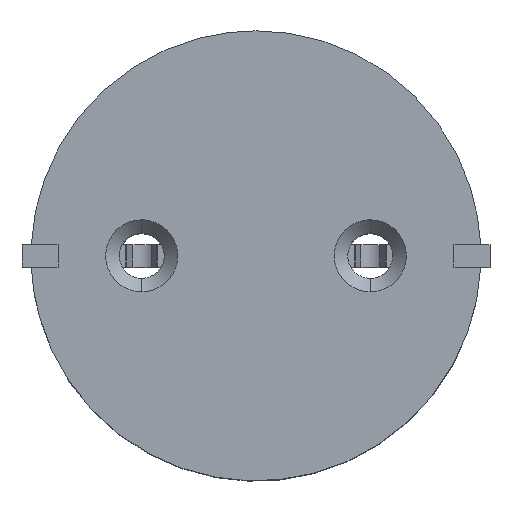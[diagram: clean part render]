
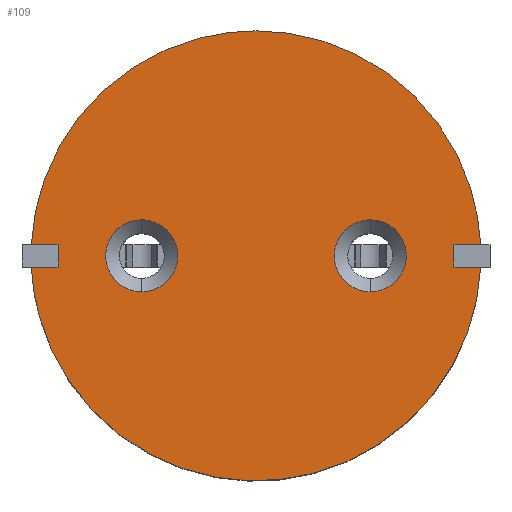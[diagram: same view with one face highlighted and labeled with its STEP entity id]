
A CAD part, top view. The second image highlights one B-rep face of the part: STEP entity #109.
In plain terms, the highlighted planar face has unit normal (0, 0, 1).
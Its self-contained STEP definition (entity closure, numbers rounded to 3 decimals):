
#11=FACE_BOUND('',#280,.T.);
#12=FACE_BOUND('',#281,.T.);
#109=ADVANCED_FACE('',(#194,#11,#12),#1339,.T.);
#194=FACE_OUTER_BOUND('',#279,.T.);
#279=EDGE_LOOP('',(#589,#590,#591,#592,#593,#594,#595,#596,#597));
#280=EDGE_LOOP('',(#598,#599));
#281=EDGE_LOOP('',(#600,#601));
#589=ORIENTED_EDGE('',*,*,#891,.F.);
#590=ORIENTED_EDGE('',*,*,#905,.F.);
#591=ORIENTED_EDGE('',*,*,#890,.F.);
#592=ORIENTED_EDGE('',*,*,#889,.F.);
#593=ORIENTED_EDGE('',*,*,#888,.F.);
#594=ORIENTED_EDGE('',*,*,#887,.F.);
#595=ORIENTED_EDGE('',*,*,#885,.F.);
#596=ORIENTED_EDGE('',*,*,#893,.F.);
#597=ORIENTED_EDGE('',*,*,#892,.F.);
#598=ORIENTED_EDGE('',*,*,#964,.F.);
#599=ORIENTED_EDGE('',*,*,#894,.F.);
#600=ORIENTED_EDGE('',*,*,#927,.T.);
#601=ORIENTED_EDGE('',*,*,#961,.T.);
#885=EDGE_CURVE('',#1272,#1269,#1123,.T.);
#887=EDGE_CURVE('',#1269,#1273,#1125,.T.);
#888=EDGE_CURVE('',#1273,#1275,#1001,.T.);
#889=EDGE_CURVE('',#1275,#1276,#1002,.T.);
#890=EDGE_CURVE('',#1276,#1274,#1003,.T.);
#891=EDGE_CURVE('',#1277,#1278,#1004,.T.);
#892=EDGE_CURVE('',#1278,#1279,#1005,.T.);
#893=EDGE_CURVE('',#1279,#1272,#1006,.T.);
#894=EDGE_CURVE('',#1280,#1322,#1126,.T.);
#905=EDGE_CURVE('',#1274,#1277,#1128,.T.);
#927=EDGE_CURVE('',#1281,#1320,#1146,.T.);
#961=EDGE_CURVE('',#1320,#1281,#1177,.T.);
#964=EDGE_CURVE('',#1322,#1280,#1179,.T.);
#1001=B_SPLINE_CURVE_WITH_KNOTS('',1,(#2837,#2838),.UNSPECIFIED.,.F.,.F.,
(2,2),(4.306,4.9),.UNSPECIFIED.);
#1002=B_SPLINE_CURVE_WITH_KNOTS('',1,(#2839,#2840),.UNSPECIFIED.,.F.,.F.,
(2,2),(4.9,5.4),.UNSPECIFIED.);
#1003=B_SPLINE_CURVE_WITH_KNOTS('',1,(#2841,#2842),.UNSPECIFIED.,.F.,.F.,
(2,2),(5.4,5.994),.UNSPECIFIED.);
#1004=B_SPLINE_CURVE_WITH_KNOTS('',1,(#2843,#2844),.UNSPECIFIED.,.F.,.F.,
(2,2),(3.806,4.4),.UNSPECIFIED.);
#1005=B_SPLINE_CURVE_WITH_KNOTS('',1,(#2845,#2846),.UNSPECIFIED.,.F.,.F.,
(2,2),(4.4,4.9),.UNSPECIFIED.);
#1006=B_SPLINE_CURVE_WITH_KNOTS('',1,(#2847,#2848),.UNSPECIFIED.,.F.,.F.,
(2,2),(4.9,5.494),.UNSPECIFIED.);
#1123=(
BOUNDED_CURVE()
B_SPLINE_CURVE(2,(#2828,#2829,#2830),.UNSPECIFIED.,.F.,.F.)
B_SPLINE_CURVE_WITH_KNOTS((3,3),(-7.579,0.),.UNSPECIFIED.)
CURVE()
GEOMETRIC_REPRESENTATION_ITEM()
RATIONAL_B_SPLINE_CURVE((1.,0.725,1.))
REPRESENTATION_ITEM('')
);
#1125=(
BOUNDED_CURVE()
B_SPLINE_CURVE(2,(#2834,#2835,#2836),.UNSPECIFIED.,.F.,.F.)
B_SPLINE_CURVE_WITH_KNOTS((3,3),(-31.416,-23.837),
 .UNSPECIFIED.)
CURVE()
GEOMETRIC_REPRESENTATION_ITEM()
RATIONAL_B_SPLINE_CURVE((1.,0.725,1.))
REPRESENTATION_ITEM('')
);
#1126=(
BOUNDED_CURVE()
B_SPLINE_CURVE(2,(#2849,#2850,#2851,#2852,#2853),.UNSPECIFIED.,.F.,.F.)
B_SPLINE_CURVE_WITH_KNOTS((3,2,3),(0.,3.142,6.283),
 .UNSPECIFIED.)
CURVE()
GEOMETRIC_REPRESENTATION_ITEM()
RATIONAL_B_SPLINE_CURVE((1.,0.707,1.,0.707,1.))
REPRESENTATION_ITEM('')
);
#1128=(
BOUNDED_CURVE()
B_SPLINE_CURVE(2,(#2875,#2876,#2877,#2878,#2879),.UNSPECIFIED.,.F.,.F.)
B_SPLINE_CURVE_WITH_KNOTS((3,2,3),(-23.287,-15.708,-8.129),
 .UNSPECIFIED.)
CURVE()
GEOMETRIC_REPRESENTATION_ITEM()
RATIONAL_B_SPLINE_CURVE((1.,0.725,1.,0.725,1.))
REPRESENTATION_ITEM('')
);
#1146=(
BOUNDED_CURVE()
B_SPLINE_CURVE(2,(#2951,#2952,#2953,#2954,#2955),.UNSPECIFIED.,.F.,.F.)
B_SPLINE_CURVE_WITH_KNOTS((3,2,3),(0.,3.142,6.283),
 .UNSPECIFIED.)
CURVE()
GEOMETRIC_REPRESENTATION_ITEM()
RATIONAL_B_SPLINE_CURVE((1.,0.707,1.,0.707,1.))
REPRESENTATION_ITEM('')
);
#1177=(
BOUNDED_CURVE()
B_SPLINE_CURVE(2,(#3074,#3075,#3076,#3077,#3078),.UNSPECIFIED.,.F.,.F.)
B_SPLINE_CURVE_WITH_KNOTS((3,2,3),(6.283,9.425,12.566),
 .UNSPECIFIED.)
CURVE()
GEOMETRIC_REPRESENTATION_ITEM()
RATIONAL_B_SPLINE_CURVE((1.,0.707,1.,0.707,1.))
REPRESENTATION_ITEM('')
);
#1179=(
BOUNDED_CURVE()
B_SPLINE_CURVE(2,(#3084,#3085,#3086,#3087,#3088),.UNSPECIFIED.,.F.,.F.)
B_SPLINE_CURVE_WITH_KNOTS((3,2,3),(6.283,9.425,12.566),
 .UNSPECIFIED.)
CURVE()
GEOMETRIC_REPRESENTATION_ITEM()
RATIONAL_B_SPLINE_CURVE((1.,0.707,1.,0.707,1.))
REPRESENTATION_ITEM('')
);
#1269=VERTEX_POINT('',#2722);
#1272=VERTEX_POINT('',#2725);
#1273=VERTEX_POINT('',#2726);
#1274=VERTEX_POINT('',#2727);
#1275=VERTEX_POINT('',#2728);
#1276=VERTEX_POINT('',#2729);
#1277=VERTEX_POINT('',#2730);
#1278=VERTEX_POINT('',#2731);
#1279=VERTEX_POINT('',#2732);
#1280=VERTEX_POINT('',#2733);
#1281=VERTEX_POINT('',#2734);
#1320=VERTEX_POINT('',#2773);
#1322=VERTEX_POINT('',#2775);
#1339=PLANE('',#1440);
#1440=AXIS2_PLACEMENT_3D('',#2308,#1469,$);
#1469=DIRECTION('',(0.,0.,1.));
#2308=CARTESIAN_POINT('',(6.25,6.25,6.5));
#2722=CARTESIAN_POINT('',(0.,5.,6.5));
#2725=CARTESIAN_POINT('',(-4.994,0.25,6.5));
#2726=CARTESIAN_POINT('',(4.994,0.25,6.5));
#2727=CARTESIAN_POINT('',(4.994,-0.25,6.5));
#2728=CARTESIAN_POINT('',(4.4,0.25,6.5));
#2729=CARTESIAN_POINT('',(4.4,-0.25,6.5));
#2730=CARTESIAN_POINT('',(-4.994,-0.25,6.5));
#2731=CARTESIAN_POINT('',(-4.4,-0.25,6.5));
#2732=CARTESIAN_POINT('',(-4.4,0.25,6.5));
#2733=CARTESIAN_POINT('',(-2.54,0.8,6.5));
#2734=CARTESIAN_POINT('',(2.54,0.8,6.5));
#2773=CARTESIAN_POINT('',(2.54,-0.8,6.5));
#2775=CARTESIAN_POINT('',(-2.54,-0.8,6.5));
#2828=CARTESIAN_POINT('',(-4.994,0.25,6.5));
#2829=CARTESIAN_POINT('',(-4.756,5.,6.5));
#2830=CARTESIAN_POINT('',(0.,5.,6.5));
#2834=CARTESIAN_POINT('',(0.,5.,6.5));
#2835=CARTESIAN_POINT('',(4.756,5.,6.5));
#2836=CARTESIAN_POINT('',(4.994,0.25,6.5));
#2837=CARTESIAN_POINT('',(4.994,0.25,6.5));
#2838=CARTESIAN_POINT('',(4.4,0.25,6.5));
#2839=CARTESIAN_POINT('',(4.4,0.25,6.5));
#2840=CARTESIAN_POINT('',(4.4,-0.25,6.5));
#2841=CARTESIAN_POINT('',(4.4,-0.25,6.5));
#2842=CARTESIAN_POINT('',(4.994,-0.25,6.5));
#2843=CARTESIAN_POINT('',(-4.994,-0.25,6.5));
#2844=CARTESIAN_POINT('',(-4.4,-0.25,6.5));
#2845=CARTESIAN_POINT('',(-4.4,-0.25,6.5));
#2846=CARTESIAN_POINT('',(-4.4,0.25,6.5));
#2847=CARTESIAN_POINT('',(-4.4,0.25,6.5));
#2848=CARTESIAN_POINT('',(-4.994,0.25,6.5));
#2849=CARTESIAN_POINT('',(-2.54,0.8,6.5));
#2850=CARTESIAN_POINT('',(-3.34,0.8,6.5));
#2851=CARTESIAN_POINT('',(-3.34,0.,6.5));
#2852=CARTESIAN_POINT('',(-3.34,-0.8,6.5));
#2853=CARTESIAN_POINT('',(-2.54,-0.8,6.5));
#2875=CARTESIAN_POINT('',(4.994,-0.25,6.5));
#2876=CARTESIAN_POINT('',(4.756,-5.,6.5));
#2877=CARTESIAN_POINT('',(0.,-5.,6.5));
#2878=CARTESIAN_POINT('',(-4.756,-5.,6.5));
#2879=CARTESIAN_POINT('',(-4.994,-0.25,6.5));
#2951=CARTESIAN_POINT('',(2.54,0.8,6.5));
#2952=CARTESIAN_POINT('',(3.34,0.8,6.5));
#2953=CARTESIAN_POINT('',(3.34,0.,6.5));
#2954=CARTESIAN_POINT('',(3.34,-0.8,6.5));
#2955=CARTESIAN_POINT('',(2.54,-0.8,6.5));
#3074=CARTESIAN_POINT('',(2.54,-0.8,6.5));
#3075=CARTESIAN_POINT('',(1.74,-0.8,6.5));
#3076=CARTESIAN_POINT('',(1.74,0.,6.5));
#3077=CARTESIAN_POINT('',(1.74,0.8,6.5));
#3078=CARTESIAN_POINT('',(2.54,0.8,6.5));
#3084=CARTESIAN_POINT('',(-2.54,-0.8,6.5));
#3085=CARTESIAN_POINT('',(-1.74,-0.8,6.5));
#3086=CARTESIAN_POINT('',(-1.74,0.,6.5));
#3087=CARTESIAN_POINT('',(-1.74,0.8,6.5));
#3088=CARTESIAN_POINT('',(-2.54,0.8,6.5));
